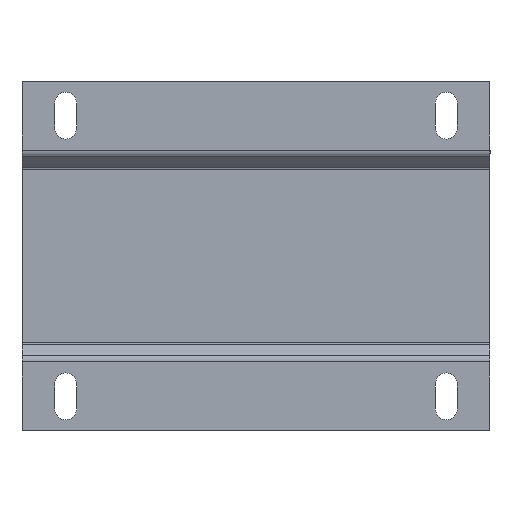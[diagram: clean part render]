
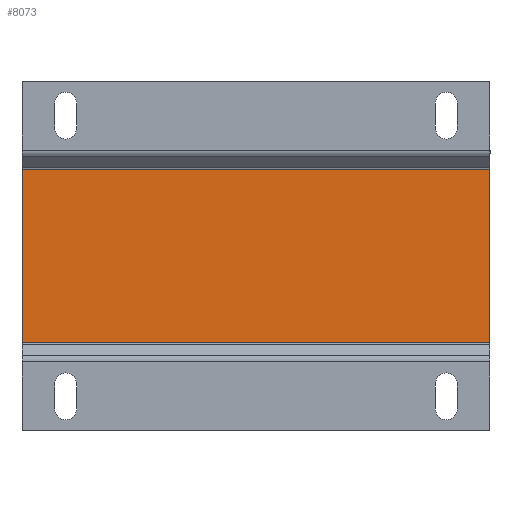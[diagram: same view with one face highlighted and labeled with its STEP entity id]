
A CAD part, front view. The second image highlights one B-rep face of the part: STEP entity #8073.
In plain terms, the highlighted planar face has unit normal (0, -1, 0).
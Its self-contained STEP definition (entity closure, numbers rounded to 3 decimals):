
#91 = PLANE ( 'NONE',  #3739 ) ;
#325 = DIRECTION ( 'NONE',  ( 1., 0., 0. ) ) ;
#572 = FACE_OUTER_BOUND ( 'NONE', #6630, .T. ) ;
#841 = CARTESIAN_POINT ( 'NONE',  ( 0., -64.5, -27.757 ) ) ;
#895 = CARTESIAN_POINT ( 'NONE',  ( -75., -64.5, 27.757 ) ) ;
#939 = EDGE_CURVE ( 'Defeature ausgef�hrt1_93+Defeature ausgef�hrt1_96+Defeature ausgef�hrt1_115+Defeature ausgef�hrt1_102', #6348, #2360, #1364, .T. ) ;
#1364 = LINE ( 'NONE', #1651, #2867 ) ;
#1365 = CARTESIAN_POINT ( 'NONE',  ( 0., -64.5, 0. ) ) ;
#1651 = CARTESIAN_POINT ( 'NONE',  ( 75., -64.5, -56. ) ) ;
#1698 = ORIENTED_EDGE ( 'NONE', *, *, #2823, .T. ) ;
#1897 = ORIENTED_EDGE ( 'NONE', *, *, #2139, .F. ) ;
#2139 = EDGE_CURVE ( 'Defeature ausgef�hrt1_116+Defeature ausgef�hrt1_96+Defeature ausgef�hrt1_114+Defeature ausgef�hrt1_115', #5631, #6348, #3252, .T. ) ;
#2296 = CARTESIAN_POINT ( 'NONE',  ( 0., -64.5, 27.757 ) ) ;
#2360 = VERTEX_POINT ( 'NONE', #2965 ) ;
#2569 = DIRECTION ( 'NONE',  ( -1., 0., 0. ) ) ;
#2678 = ORIENTED_EDGE ( 'NONE', *, *, #939, .F. ) ;
#2823 = EDGE_CURVE ( 'Defeature ausgef�hrt1_96+Defeature ausgef�hrt1_103+Defeature ausgef�hrt1_95+Defeature ausgef�hrt1_93', #5756, #2360, #7332, .T. ) ;
#2867 = VECTOR ( 'NONE', #3603, 1000. ) ;
#2965 = CARTESIAN_POINT ( 'NONE',  ( 75., -64.5, -27.757 ) ) ;
#3057 = EDGE_CURVE ( 'Defeature ausgef�hrt1_95+Defeature ausgef�hrt1_96+Defeature ausgef�hrt1_101+Defeature ausgef�hrt1_114', #5756, #5631, #3846, .T. ) ;
#3252 = LINE ( 'NONE', #2296, #7538 ) ;
#3507 = CARTESIAN_POINT ( 'NONE',  ( -75., -64.5, -27.757 ) ) ;
#3603 = DIRECTION ( 'NONE',  ( 0., 0., -1. ) ) ;
#3739 = AXIS2_PLACEMENT_3D ( 'NONE', #1365, #5724, #2569 ) ;
#3846 = LINE ( 'NONE', #4357, #7424 ) ;
#4357 = CARTESIAN_POINT ( 'NONE',  ( -75., -64.5, -56. ) ) ;
#5631 = VERTEX_POINT ( 'NONE', #895 ) ;
#5724 = DIRECTION ( 'NONE',  ( 0., 1., 0. ) ) ;
#5756 = VERTEX_POINT ( 'NONE', #3507 ) ;
#5823 = VECTOR ( 'NONE', #325, 1000. ) ;
#6348 = VERTEX_POINT ( 'NONE', #7875 ) ;
#6630 = EDGE_LOOP ( 'NONE', ( #1897, #7364, #1698, #2678 ) ) ;
#6913 = DIRECTION ( 'NONE',  ( 0., 0., 1. ) ) ;
#7332 = LINE ( 'NONE', #841, #5823 ) ;
#7364 = ORIENTED_EDGE ( 'NONE', *, *, #3057, .F. ) ;
#7424 = VECTOR ( 'NONE', #6913, 1000. ) ;
#7538 = VECTOR ( 'NONE', #8121, 1000. ) ;
#7875 = CARTESIAN_POINT ( 'NONE',  ( 75., -64.5, 27.757 ) ) ;
#8073 = ADVANCED_FACE ( 'Defeature ausgef�hrt1_96', ( #572 ), #91, .F. ) ;
#8121 = DIRECTION ( 'NONE',  ( 1., 0., 0. ) ) ;
